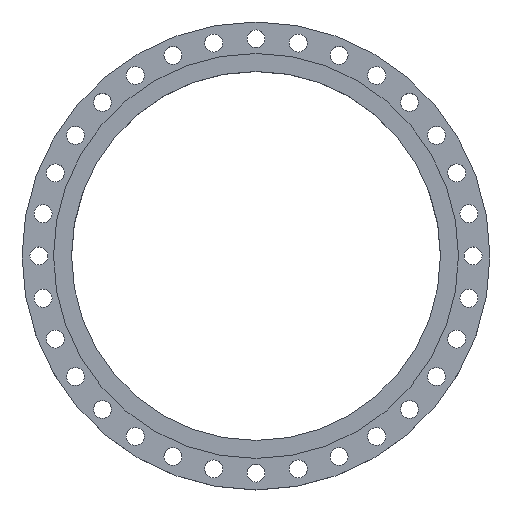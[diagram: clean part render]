
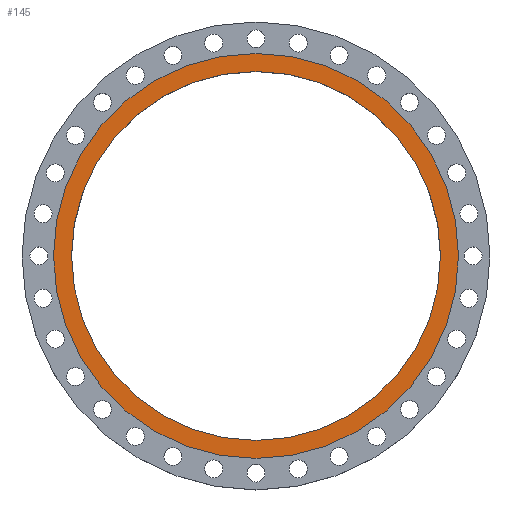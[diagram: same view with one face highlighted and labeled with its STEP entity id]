
A CAD part, top view. The second image highlights one B-rep face of the part: STEP entity #145.
In plain terms, the highlighted planar face has unit normal (0, 0, 1).
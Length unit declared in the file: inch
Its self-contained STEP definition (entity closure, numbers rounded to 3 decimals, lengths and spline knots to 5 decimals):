
#7 = DIRECTION ( 'NONE',  ( -1., 0., 0. ) ) ;
#34 = ORIENTED_EDGE ( 'NONE', *, *, #1743, .T. ) ;
#145 = ADVANCED_FACE ( 'NONE', ( #2005, #1368 ), #458, .F. ) ;
#182 = CIRCLE ( 'NONE', #1109, 22.5 ) ;
#194 = DIRECTION ( 'NONE',  ( 0., 0., 1. ) ) ;
#289 = VERTEX_POINT ( 'NONE', #995 ) ;
#363 = AXIS2_PLACEMENT_3D ( 'NONE', #2148, #194, #1730 ) ;
#445 = CARTESIAN_POINT ( 'NONE',  ( 0., 20.5, 0. ) ) ;
#458 = PLANE ( 'NONE',  #1842 ) ;
#485 = VERTEX_POINT ( 'NONE', #2572 ) ;
#647 = CARTESIAN_POINT ( 'NONE',  ( 0., 0., 0. ) ) ;
#821 = EDGE_CURVE ( 'NONE', #485, #2317, #1427, .T. ) ;
#948 = CARTESIAN_POINT ( 'NONE',  ( 0., 0., 0. ) ) ;
#995 = CARTESIAN_POINT ( 'NONE',  ( 22.5, 0., 0. ) ) ;
#1093 = EDGE_LOOP ( 'NONE', ( #34, #2368 ) ) ;
#1109 = AXIS2_PLACEMENT_3D ( 'NONE', #948, #2698, #1150 ) ;
#1150 = DIRECTION ( 'NONE',  ( 1., 0., 0. ) ) ;
#1299 = AXIS2_PLACEMENT_3D ( 'NONE', #647, #2627, #1938 ) ;
#1350 = CARTESIAN_POINT ( 'NONE',  ( -20.5, 0., 0. ) ) ;
#1368 = FACE_OUTER_BOUND ( 'NONE', #1093, .T. ) ;
#1427 = CIRCLE ( 'NONE', #363, 20.5 ) ;
#1472 = EDGE_CURVE ( 'NONE', #2266, #289, #182, .T. ) ;
#1545 = EDGE_CURVE ( 'NONE', #2317, #485, #2550, .T. ) ;
#1638 = ORIENTED_EDGE ( 'NONE', *, *, #821, .F. ) ;
#1645 = DIRECTION ( 'NONE',  ( 1., 0., 0. ) ) ;
#1730 = DIRECTION ( 'NONE',  ( 1., 0., 0. ) ) ;
#1743 = EDGE_CURVE ( 'NONE', #289, #2266, #2141, .T. ) ;
#1772 = DIRECTION ( 'NONE',  ( 0., 0., -1. ) ) ;
#1842 = AXIS2_PLACEMENT_3D ( 'NONE', #445, #1772, #7 ) ;
#1938 = DIRECTION ( 'NONE',  ( 1., 0., 0. ) ) ;
#2005 = FACE_BOUND ( 'NONE', #2844, .T. ) ;
#2038 = AXIS2_PLACEMENT_3D ( 'NONE', #2340, #2151, #1645 ) ;
#2141 = CIRCLE ( 'NONE', #1299, 22.5 ) ;
#2148 = CARTESIAN_POINT ( 'NONE',  ( 0., 0., 0. ) ) ;
#2151 = DIRECTION ( 'NONE',  ( 0., 0., 1. ) ) ;
#2266 = VERTEX_POINT ( 'NONE', #2443 ) ;
#2317 = VERTEX_POINT ( 'NONE', #1350 ) ;
#2335 = ORIENTED_EDGE ( 'NONE', *, *, #1545, .F. ) ;
#2340 = CARTESIAN_POINT ( 'NONE',  ( 0., 0., 0. ) ) ;
#2368 = ORIENTED_EDGE ( 'NONE', *, *, #1472, .T. ) ;
#2443 = CARTESIAN_POINT ( 'NONE',  ( -22.5, 0., 0. ) ) ;
#2550 = CIRCLE ( 'NONE', #2038, 20.5 ) ;
#2572 = CARTESIAN_POINT ( 'NONE',  ( 20.5, 0., 0. ) ) ;
#2627 = DIRECTION ( 'NONE',  ( 0., 0., 1. ) ) ;
#2698 = DIRECTION ( 'NONE',  ( 0., 0., 1. ) ) ;
#2844 = EDGE_LOOP ( 'NONE', ( #1638, #2335 ) ) ;
